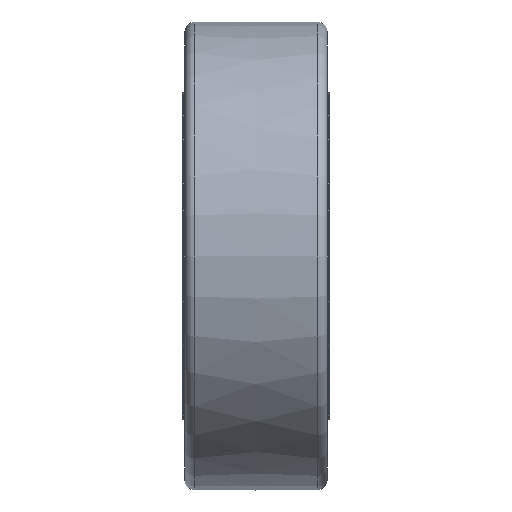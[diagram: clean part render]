
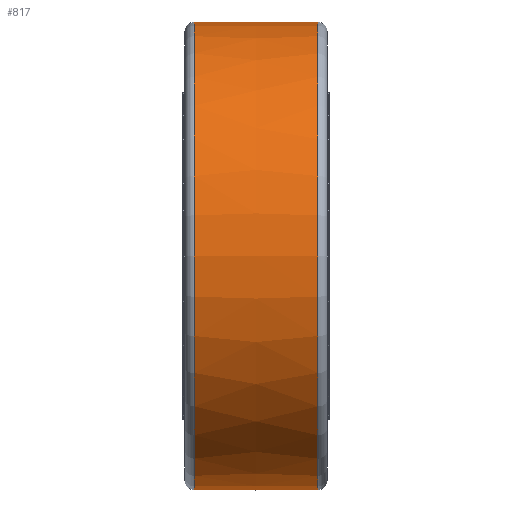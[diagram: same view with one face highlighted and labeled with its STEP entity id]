
A CAD part, front view. The second image highlights one B-rep face of the part: STEP entity #817.
In plain terms, the highlighted free-form (B-spline) face has degree [2, 2] with [3, 9] control points.
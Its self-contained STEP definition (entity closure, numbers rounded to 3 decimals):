
#33=(
BOUNDED_SURFACE()
B_SPLINE_SURFACE(2,2,((#1351,#1352,#1353,#1354,#1355,#1356,#1357,#1358,
#1359),(#1360,#1361,#1362,#1363,#1364,#1365,#1366,#1367,#1368),(#1369,#1370,
#1371,#1372,#1373,#1374,#1375,#1376,#1377)),.UNSPECIFIED.,.F.,.T.,.F.)
B_SPLINE_SURFACE_WITH_KNOTS((3,3),(3,2,2,2,3),(-0.003,0.003),
(-3.142,-1.571,0.,1.571,3.142),
 .UNSPECIFIED.)
GEOMETRIC_REPRESENTATION_ITEM()
RATIONAL_B_SPLINE_SURFACE(((1.,0.707,1.,0.707,1.,
0.707,1.,0.707,1.),(1.,0.707,
1.,0.707,1.,0.707,1.,
0.707,1.),(1.,0.707,1.,0.707,
1.,0.707,1.,0.707,1.)))
REPRESENTATION_ITEM('')
SURFACE()
);
#84=FACE_OUTER_BOUND('',#141,.T.);
#141=EDGE_LOOP('',(#563,#564,#565,#566,#567,#568));
#276=CIRCLE('',#909,124.945);
#280=CIRCLE('',#913,124.945);
#281=CIRCLE('',#914,124.945);
#282=CIRCLE('',#915,124.945);
#283=CIRCLE('',#916,10000.);
#351=VERTEX_POINT('',#1342);
#352=VERTEX_POINT('',#1343);
#355=VERTEX_POINT('',#1378);
#356=VERTEX_POINT('',#1379);
#431=EDGE_CURVE('',#351,#352,#276,.T.);
#435=EDGE_CURVE('',#352,#351,#280,.T.);
#436=EDGE_CURVE('',#355,#356,#281,.T.);
#437=EDGE_CURVE('',#356,#355,#282,.T.);
#438=EDGE_CURVE('',#356,#352,#283,.T.);
#563=ORIENTED_EDGE('',*,*,#436,.F.);
#564=ORIENTED_EDGE('',*,*,#437,.F.);
#565=ORIENTED_EDGE('',*,*,#438,.T.);
#566=ORIENTED_EDGE('',*,*,#431,.F.);
#567=ORIENTED_EDGE('',*,*,#435,.F.);
#568=ORIENTED_EDGE('',*,*,#438,.F.);
#817=ADVANCED_FACE('',(#84),#33,.F.);
#909=AXIS2_PLACEMENT_3D('',#1344,#1071,#1072);
#913=AXIS2_PLACEMENT_3D('',#1350,#1079,#1080);
#914=AXIS2_PLACEMENT_3D('',#1380,#1081,#1082);
#915=AXIS2_PLACEMENT_3D('',#1381,#1083,#1084);
#916=AXIS2_PLACEMENT_3D('',#1382,#1085,#1086);
#1071=DIRECTION('center_axis',(-1.,0.,0.));
#1072=DIRECTION('ref_axis',(0.,-1.,0.));
#1079=DIRECTION('center_axis',(-1.,0.,0.));
#1080=DIRECTION('ref_axis',(0.,-1.,0.));
#1081=DIRECTION('center_axis',(1.,0.,0.));
#1082=DIRECTION('ref_axis',(0.,-1.,0.));
#1083=DIRECTION('center_axis',(1.,0.,0.));
#1084=DIRECTION('ref_axis',(0.,-1.,0.));
#1085=DIRECTION('center_axis',(0.,-1.,0.));
#1086=DIRECTION('ref_axis',(0.,0.,1.));
#1342=CARTESIAN_POINT('',(-33.017,124.945,0.));
#1343=CARTESIAN_POINT('',(-33.017,0.,124.945));
#1344=CARTESIAN_POINT('Origin',(-33.017,0.,
0.));
#1350=CARTESIAN_POINT('Origin',(-33.017,0.,
0.));
#1351=CARTESIAN_POINT('Ctrl Pts',(-33.017,0.,124.945));
#1352=CARTESIAN_POINT('Ctrl Pts',(-33.017,-124.945,124.945));
#1353=CARTESIAN_POINT('Ctrl Pts',(-33.017,-124.945,0.));
#1354=CARTESIAN_POINT('Ctrl Pts',(-33.017,-124.945,-124.945));
#1355=CARTESIAN_POINT('Ctrl Pts',(-33.017,0.,
-124.945));
#1356=CARTESIAN_POINT('Ctrl Pts',(-33.017,124.945,-124.945));
#1357=CARTESIAN_POINT('Ctrl Pts',(-33.017,124.945,0.));
#1358=CARTESIAN_POINT('Ctrl Pts',(-33.017,124.945,124.945));
#1359=CARTESIAN_POINT('Ctrl Pts',(-33.017,0.,124.945));
#1360=CARTESIAN_POINT('Ctrl Pts',(0.,0.,
125.055));
#1361=CARTESIAN_POINT('Ctrl Pts',(0.,-125.055,
125.055));
#1362=CARTESIAN_POINT('Ctrl Pts',(0.,-125.055,
0.));
#1363=CARTESIAN_POINT('Ctrl Pts',(0.,-125.055,
-125.055));
#1364=CARTESIAN_POINT('Ctrl Pts',(0.,0.,
-125.055));
#1365=CARTESIAN_POINT('Ctrl Pts',(0.,125.055,
-125.055));
#1366=CARTESIAN_POINT('Ctrl Pts',(0.,125.055,
0.));
#1367=CARTESIAN_POINT('Ctrl Pts',(0.,125.055,
125.055));
#1368=CARTESIAN_POINT('Ctrl Pts',(0.,0.,
125.055));
#1369=CARTESIAN_POINT('Ctrl Pts',(33.017,0.,
124.945));
#1370=CARTESIAN_POINT('Ctrl Pts',(33.017,-124.945,124.945));
#1371=CARTESIAN_POINT('Ctrl Pts',(33.017,-124.945,0.));
#1372=CARTESIAN_POINT('Ctrl Pts',(33.017,-124.945,-124.945));
#1373=CARTESIAN_POINT('Ctrl Pts',(33.017,0.,
-124.945));
#1374=CARTESIAN_POINT('Ctrl Pts',(33.017,124.945,-124.945));
#1375=CARTESIAN_POINT('Ctrl Pts',(33.017,124.945,0.));
#1376=CARTESIAN_POINT('Ctrl Pts',(33.017,124.945,124.945));
#1377=CARTESIAN_POINT('Ctrl Pts',(33.017,0.,
124.945));
#1378=CARTESIAN_POINT('',(33.017,124.945,0.));
#1379=CARTESIAN_POINT('',(33.017,0.,124.945));
#1380=CARTESIAN_POINT('Origin',(33.017,0.,
0.));
#1381=CARTESIAN_POINT('Origin',(33.017,0.,
0.));
#1382=CARTESIAN_POINT('Origin',(0.,0.,
-9875.));
